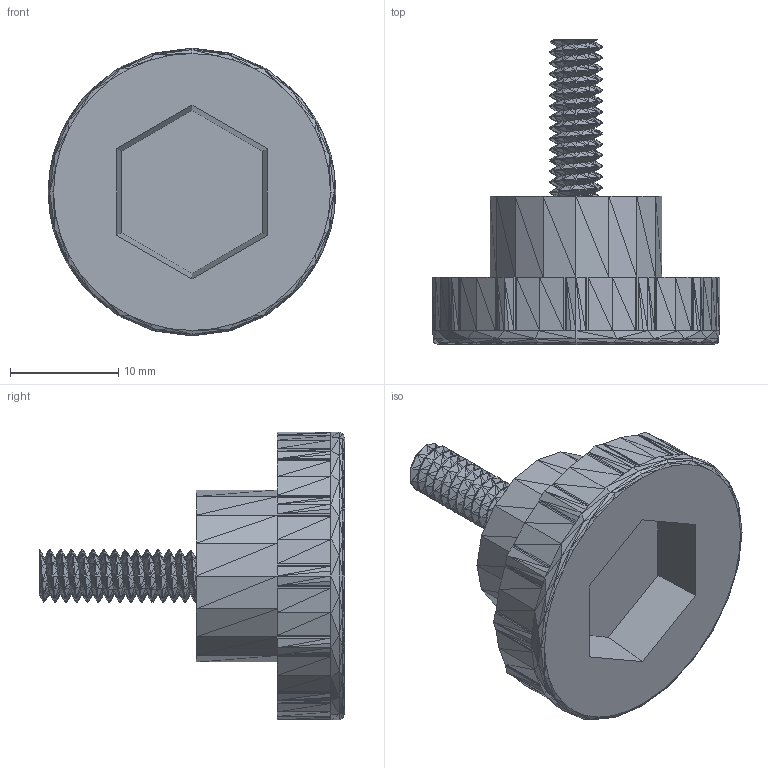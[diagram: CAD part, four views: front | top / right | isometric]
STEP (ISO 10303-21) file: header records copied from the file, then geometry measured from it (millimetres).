
FILE_DESCRIPTION(('FreeCAD Model'),'2;1');
FILE_NAME('Open CASCADE Shape Model','2022-12-01T14:08:28',('Author'),( ''),'Open CASCADE STEP processor 7.6','FreeCAD','Unknown');
FILE_SCHEMA(('AUTOMOTIVE_DESIGN { 1 0 10303 214 1 1 1 1 }'));
Products named in the file (1): DS_LT5B4____________5__________________________________________________
___________________________M5_round_head_screw001001 (Solid)
Bounding box: 26.6 x 28.2 x 26.6 mm (x, y, z)
Volume: 4261 mm3; surface area: 2499.7 mm2
Topology: 1 solids, 1 shells, 1546 faces, 2541 edges, 1000 vertices
Faces by surface type: plane 1546
Entity records: 65224 total; most frequent: DIRECTION 10717, CARTESIAN_POINT 10170, LINE 7623, VECTOR 7623, ORIENTED_EDGE 5082, PCURVE 5082, DEFINITIONAL_REPRESENTATION 5082, EDGE_CURVE 2541
